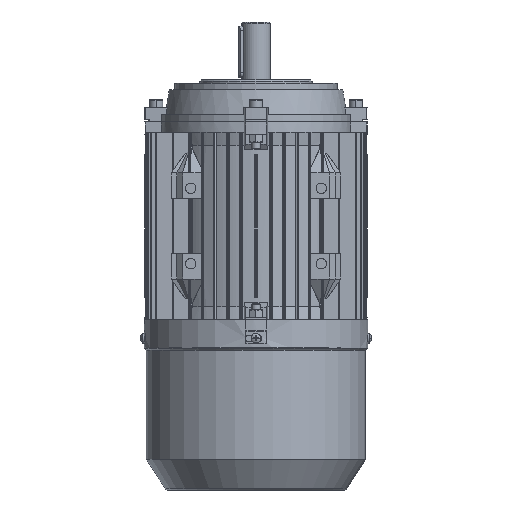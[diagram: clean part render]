
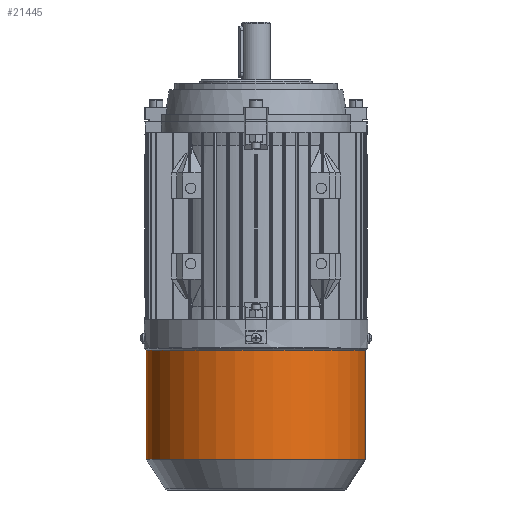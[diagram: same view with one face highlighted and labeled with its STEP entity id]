
A CAD part, front view. The second image highlights one B-rep face of the part: STEP entity #21445.
In plain terms, the highlighted cylindrical face has radius 107.5 mm (diameter 215 mm), a partial arc.
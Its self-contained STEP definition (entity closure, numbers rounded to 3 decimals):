
#21441 = EDGE_CURVE ( 'NONE', #21465, #21442, #71523, .T. ) ;
#21442 = VERTEX_POINT ( 'NONE', #71585 ) ;
#21445 = ADVANCED_FACE ( 'NONE', ( #71580 ), #71578, .T. ) ;
#21446 = EDGE_LOOP ( 'NONE', ( #21447, #21451, #21512, #21513 ) ) ;
#21447 = ORIENTED_EDGE ( 'NONE', *, *, #21448, .T. ) ;
#21448 = EDGE_CURVE ( 'NONE', #21449, #21450, #71579, .T. ) ;
#21449 = VERTEX_POINT ( 'NONE', #71569 ) ;
#21450 = VERTEX_POINT ( 'NONE', #71568 ) ;
#21451 = ORIENTED_EDGE ( 'NONE', *, *, #21452, .T. ) ;
#21452 = EDGE_CURVE ( 'NONE', #21450, #21442, #71567, .T. ) ;
#21465 = VERTEX_POINT ( 'NONE', #71603 ) ;
#21512 = ORIENTED_EDGE ( 'NONE', *, *, #21441, .F. ) ;
#21513 = ORIENTED_EDGE ( 'NONE', *, *, #21514, .F. ) ;
#21514 = EDGE_CURVE ( 'NONE', #21449, #21465, #71768, .T. ) ;
#71520 = DIRECTION ( 'NONE',  ( 1., 0., 0. ) ) ;
#71521 = CARTESIAN_POINT ( 'NONE',  ( -28., 0., 0. ) ) ;
#71522 = AXIS2_PLACEMENT_3D ( 'NONE', #71521, #71520, #71586 ) ;
#71523 = CIRCLE ( 'NONE', #71522, 107.5 ) ;
#71564 = DIRECTION ( 'NONE',  ( 1., 0., 0. ) ) ;
#71565 = VECTOR ( 'NONE', #71564, 1000. ) ;
#71566 = CARTESIAN_POINT ( 'NONE',  ( 2., 0., 107.5 ) ) ;
#71567 = LINE ( 'NONE', #71566, #71565 ) ;
#71568 = CARTESIAN_POINT ( 'NONE',  ( -135., 0., 107.5 ) ) ;
#71569 = CARTESIAN_POINT ( 'NONE',  ( -135., 0., -107.5 ) ) ;
#71570 = DIRECTION ( 'NONE',  ( 0., 0., -1. ) ) ;
#71571 = DIRECTION ( 'NONE',  ( 1., 0., 0. ) ) ;
#71572 = CARTESIAN_POINT ( 'NONE',  ( -135., 0., 0. ) ) ;
#71573 = AXIS2_PLACEMENT_3D ( 'NONE', #71572, #71571, #71570 ) ;
#71574 = DIRECTION ( 'NONE',  ( 0., 0., -1. ) ) ;
#71575 = DIRECTION ( 'NONE',  ( 1., 0., 0. ) ) ;
#71576 = CARTESIAN_POINT ( 'NONE',  ( 2., 0., 0. ) ) ;
#71577 = AXIS2_PLACEMENT_3D ( 'NONE', #71576, #71575, #71574 ) ;
#71578 = CYLINDRICAL_SURFACE ( 'NONE', #71577, 107.5 ) ;
#71579 = CIRCLE ( 'NONE', #71573, 107.5 ) ;
#71580 = FACE_OUTER_BOUND ( 'NONE', #21446, .T. ) ;
#71585 = CARTESIAN_POINT ( 'NONE',  ( -28., 0., 107.5 ) ) ;
#71586 = DIRECTION ( 'NONE',  ( 0., 0., -1. ) ) ;
#71603 = CARTESIAN_POINT ( 'NONE',  ( -28., 0., -107.5 ) ) ;
#71765 = DIRECTION ( 'NONE',  ( 1., 0., 0. ) ) ;
#71766 = VECTOR ( 'NONE', #71765, 1000. ) ;
#71767 = CARTESIAN_POINT ( 'NONE',  ( 2., 0., -107.5 ) ) ;
#71768 = LINE ( 'NONE', #71767, #71766 ) ;
